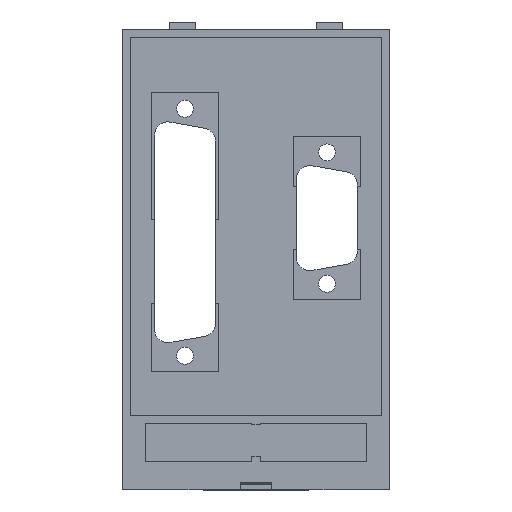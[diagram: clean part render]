
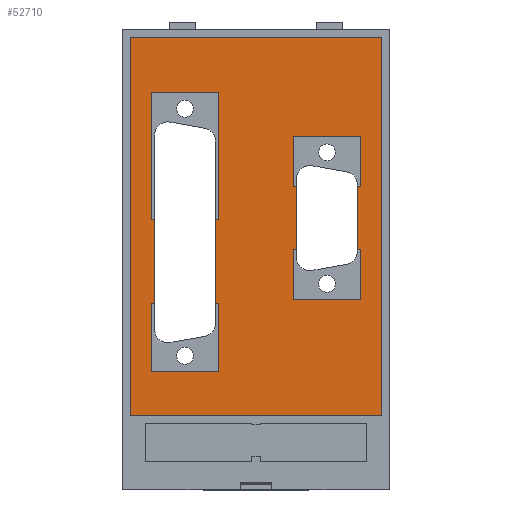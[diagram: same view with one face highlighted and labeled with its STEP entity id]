
A CAD part, top view. The second image highlights one B-rep face of the part: STEP entity #52710.
In plain terms, the highlighted planar face has unit normal (0, 0, 1).
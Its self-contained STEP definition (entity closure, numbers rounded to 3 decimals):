
#39660=CARTESIAN_POINT('',(33.05,45.7,2.8));
#39670=VERTEX_POINT('',#39660);
#39700=CARTESIAN_POINT('',(33.05,0.,2.8));
#39710=DIRECTION('',(0.,-1.,0.));
#39720=VECTOR('',#39710,1.);
#39730=LINE('',#39700,#39720);
#39740=CARTESIAN_POINT('',(33.05,57.7,2.8));
#39750=VERTEX_POINT('',#39740);
#39760=EDGE_CURVE('',#39750,#39670,#39730,.T.);
#40810=CARTESIAN_POINT('',(6.05,35.5,2.8));
#40820=VERTEX_POINT('',#40810);
#40850=CARTESIAN_POINT('',(6.05,0.,2.8));
#40860=DIRECTION('',(0.,-1.,0.));
#40870=VECTOR('',#40860,1.);
#40880=LINE('',#40850,#40870);
#40890=CARTESIAN_POINT('',(6.05,51.5,2.8));
#40900=VERTEX_POINT('',#40890);
#40910=EDGE_CURVE('',#40900,#40820,#40880,.T.);
#44460=CARTESIAN_POINT('',(44.65,57.7,2.8));
#44470=VERTEX_POINT('',#44460);
#44500=CARTESIAN_POINT('',(44.65,0.,2.8));
#44510=DIRECTION('',(0.,1.,0.));
#44520=VECTOR('',#44510,1.);
#44530=LINE('',#44500,#44520);
#44540=CARTESIAN_POINT('',(44.65,45.7,2.8));
#44550=VERTEX_POINT('',#44540);
#44560=EDGE_CURVE('',#44550,#44470,#44530,.T.);
#46030=CARTESIAN_POINT('',(17.65,51.5,2.8));
#46040=VERTEX_POINT('',#46030);
#46070=CARTESIAN_POINT('',(17.65,0.,2.8));
#46080=DIRECTION('',(0.,1.,0.));
#46090=VECTOR('',#46080,1.);
#46100=LINE('',#46070,#46090);
#46110=CARTESIAN_POINT('',(17.65,35.5,2.8));
#46120=VERTEX_POINT('',#46110);
#46130=EDGE_CURVE('',#46120,#46040,#46100,.T.);
#50720=CARTESIAN_POINT('',(14.45,8.95,2.8));
#50730=DIRECTION('',(0.,-0.,1.));
#50740=DIRECTION('',(0.,1.,0.));
#50750=AXIS2_PLACEMENT_3D('',#50720,#50730,#50740);
#50760=PLANE('',#50750);
#50770=CARTESIAN_POINT('',(0.15,14.1,2.8));
#50780=DIRECTION('',(1.,0.,0.));
#50790=VECTOR('',#50780,1.);
#50800=LINE('',#50770,#50790);
#50810=CARTESIAN_POINT('',(1.43,14.1,2.8));
#50820=VERTEX_POINT('',#50810);
#50830=CARTESIAN_POINT('',(49.27,14.1,2.8));
#50840=VERTEX_POINT('',#50830);
#50850=EDGE_CURVE('',#50820,#50840,#50800,.T.);
#50860=ORIENTED_EDGE('',*,*,#50850,.T.);
#50870=CARTESIAN_POINT('',(1.43,-5.2,2.8));
#50880=DIRECTION('',(0.,-1.,0.));
#50890=VECTOR('',#50880,1.);
#50900=LINE('',#50870,#50890);
#50910=CARTESIAN_POINT('',(1.43,86.07,2.8));
#50920=VERTEX_POINT('',#50910);
#50930=EDGE_CURVE('',#50920,#50820,#50900,.T.);
#50940=ORIENTED_EDGE('',*,*,#50930,.T.);
#50950=CARTESIAN_POINT('',(0.15,86.07,2.8));
#50960=DIRECTION('',(-1.,0.,0.));
#50970=VECTOR('',#50960,1.);
#50980=LINE('',#50950,#50970);
#50990=CARTESIAN_POINT('',(49.27,86.07,2.8));
#51000=VERTEX_POINT('',#50990);
#51010=EDGE_CURVE('',#51000,#50920,#50980,.T.);
#51020=ORIENTED_EDGE('',*,*,#51010,.T.);
#51030=CARTESIAN_POINT('',(49.27,-5.2,2.8));
#51040=DIRECTION('',(0.,1.,0.));
#51050=VECTOR('',#51040,1.);
#51060=LINE('',#51030,#51050);
#51070=EDGE_CURVE('',#50840,#51000,#51060,.T.);
#51080=ORIENTED_EDGE('',*,*,#51070,.T.);
#51090=EDGE_LOOP('',(#51080,#51020,#50940,#50860));
#51100=FACE_OUTER_BOUND('',#51090,.T.);
#51110=CARTESIAN_POINT('',(0.,45.7,2.8));
#51120=DIRECTION('',(-1.,0.,0.));
#51130=VECTOR('',#51120,1.);
#51140=LINE('',#51110,#51130);
#51150=CARTESIAN_POINT('',(45.25,45.7,2.8));
#51160=VERTEX_POINT('',#51150);
#51170=EDGE_CURVE('',#51160,#44550,#51140,.T.);
#51180=ORIENTED_EDGE('',*,*,#51170,.F.);
#51190=ORIENTED_EDGE('',*,*,#44560,.F.);
#51200=CARTESIAN_POINT('',(0.,57.7,2.8));
#51210=DIRECTION('',(1.,0.,0.));
#51220=VECTOR('',#51210,1.);
#51230=LINE('',#51200,#51220);
#51240=CARTESIAN_POINT('',(45.25,57.7,2.8));
#51250=VERTEX_POINT('',#51240);
#51260=EDGE_CURVE('',#44470,#51250,#51230,.T.);
#51270=ORIENTED_EDGE('',*,*,#51260,.F.);
#51280=CARTESIAN_POINT('',(45.25,0.,2.8));
#51290=DIRECTION('',(0.,1.,0.));
#51300=VECTOR('',#51290,1.);
#51310=LINE('',#51280,#51300);
#51320=CARTESIAN_POINT('',(45.25,67.2,2.8));
#51330=VERTEX_POINT('',#51320);
#51340=EDGE_CURVE('',#51250,#51330,#51310,.T.);
#51350=ORIENTED_EDGE('',*,*,#51340,.F.);
#51360=CARTESIAN_POINT('',(0.,67.2,2.8));
#51370=DIRECTION('',(-1.,0.,0.));
#51380=VECTOR('',#51370,1.);
#51390=LINE('',#51360,#51380);
#51400=CARTESIAN_POINT('',(32.45,67.2,2.8));
#51410=VERTEX_POINT('',#51400);
#51420=EDGE_CURVE('',#51330,#51410,#51390,.T.);
#51430=ORIENTED_EDGE('',*,*,#51420,.F.);
#51440=CARTESIAN_POINT('',(32.45,0.,2.8));
#51450=DIRECTION('',(0.,-1.,0.));
#51460=VECTOR('',#51450,1.);
#51470=LINE('',#51440,#51460);
#51480=CARTESIAN_POINT('',(32.45,57.7,2.8));
#51490=VERTEX_POINT('',#51480);
#51500=EDGE_CURVE('',#51410,#51490,#51470,.T.);
#51510=ORIENTED_EDGE('',*,*,#51500,.F.);
#51520=CARTESIAN_POINT('',(0.,57.7,2.8));
#51530=DIRECTION('',(1.,0.,0.));
#51540=VECTOR('',#51530,1.);
#51550=LINE('',#51520,#51540);
#51560=EDGE_CURVE('',#51490,#39750,#51550,.T.);
#51570=ORIENTED_EDGE('',*,*,#51560,.F.);
#51580=ORIENTED_EDGE('',*,*,#39760,.F.);
#51590=CARTESIAN_POINT('',(0.,45.7,2.8));
#51600=DIRECTION('',(-1.,0.,0.));
#51610=VECTOR('',#51600,1.);
#51620=LINE('',#51590,#51610);
#51630=CARTESIAN_POINT('',(32.45,45.7,2.8));
#51640=VERTEX_POINT('',#51630);
#51650=EDGE_CURVE('',#39670,#51640,#51620,.T.);
#51660=ORIENTED_EDGE('',*,*,#51650,.F.);
#51670=CARTESIAN_POINT('',(32.45,0.,2.8));
#51680=DIRECTION('',(0.,-1.,0.));
#51690=VECTOR('',#51680,1.);
#51700=LINE('',#51670,#51690);
#51710=CARTESIAN_POINT('',(32.45,36.2,2.8));
#51720=VERTEX_POINT('',#51710);
#51730=EDGE_CURVE('',#51640,#51720,#51700,.T.);
#51740=ORIENTED_EDGE('',*,*,#51730,.F.);
#51750=CARTESIAN_POINT('',(0.,36.2,2.8));
#51760=DIRECTION('',(1.,0.,0.));
#51770=VECTOR('',#51760,1.);
#51780=LINE('',#51750,#51770);
#51790=CARTESIAN_POINT('',(45.25,36.2,2.8));
#51800=VERTEX_POINT('',#51790);
#51810=EDGE_CURVE('',#51720,#51800,#51780,.T.);
#51820=ORIENTED_EDGE('',*,*,#51810,.F.);
#51830=CARTESIAN_POINT('',(45.25,0.,2.8));
#51840=DIRECTION('',(0.,1.,0.));
#51850=VECTOR('',#51840,1.);
#51860=LINE('',#51830,#51850);
#51870=EDGE_CURVE('',#51800,#51160,#51860,.T.);
#51880=ORIENTED_EDGE('',*,*,#51870,.F.);
#51890=EDGE_LOOP('',(#51880,#51820,#51740,#51660,#51580,#51570,#51510,
#51430,#51350,#51270,#51190,#51180));
#51900=FACE_BOUND('',#51890,.T.);
#51910=CARTESIAN_POINT('',(5.45,0.,2.8));
#51920=DIRECTION('',(0.,-1.,0.));
#51930=VECTOR('',#51920,1.);
#51940=LINE('',#51910,#51930);
#51950=CARTESIAN_POINT('',(5.45,35.5,2.8));
#51960=VERTEX_POINT('',#51950);
#51970=CARTESIAN_POINT('',(5.45,22.5,2.8));
#51980=VERTEX_POINT('',#51970);
#51990=EDGE_CURVE('',#51960,#51980,#51940,.T.);
#52000=ORIENTED_EDGE('',*,*,#51990,.F.);
#52010=CARTESIAN_POINT('',(0.,22.5,2.8));
#52020=DIRECTION('',(1.,0.,0.));
#52030=VECTOR('',#52020,1.);
#52040=LINE('',#52010,#52030);
#52050=CARTESIAN_POINT('',(18.25,22.5,2.8));
#52060=VERTEX_POINT('',#52050);
#52070=EDGE_CURVE('',#51980,#52060,#52040,.T.);
#52080=ORIENTED_EDGE('',*,*,#52070,.F.);
#52090=CARTESIAN_POINT('',(18.25,0.,2.8));
#52100=DIRECTION('',(0.,1.,0.));
#52110=VECTOR('',#52100,1.);
#52120=LINE('',#52090,#52110);
#52130=CARTESIAN_POINT('',(18.25,35.5,2.8));
#52140=VERTEX_POINT('',#52130);
#52150=EDGE_CURVE('',#52060,#52140,#52120,.T.);
#52160=ORIENTED_EDGE('',*,*,#52150,.F.);
#52170=CARTESIAN_POINT('',(0.,35.5,2.8));
#52180=DIRECTION('',(-1.,0.,0.));
#52190=VECTOR('',#52180,1.);
#52200=LINE('',#52170,#52190);
#52210=EDGE_CURVE('',#52140,#46120,#52200,.T.);
#52220=ORIENTED_EDGE('',*,*,#52210,.F.);
#52230=ORIENTED_EDGE('',*,*,#46130,.F.);
#52240=CARTESIAN_POINT('',(0.,51.5,2.8));
#52250=DIRECTION('',(1.,0.,0.));
#52260=VECTOR('',#52250,1.);
#52270=LINE('',#52240,#52260);
#52280=CARTESIAN_POINT('',(18.25,51.5,2.8));
#52290=VERTEX_POINT('',#52280);
#52300=EDGE_CURVE('',#46040,#52290,#52270,.T.);
#52310=ORIENTED_EDGE('',*,*,#52300,.F.);
#52320=CARTESIAN_POINT('',(18.25,0.,2.8));
#52330=DIRECTION('',(0.,1.,0.));
#52340=VECTOR('',#52330,1.);
#52350=LINE('',#52320,#52340);
#52360=CARTESIAN_POINT('',(18.25,75.5,2.8));
#52370=VERTEX_POINT('',#52360);
#52380=EDGE_CURVE('',#52290,#52370,#52350,.T.);
#52390=ORIENTED_EDGE('',*,*,#52380,.F.);
#52400=CARTESIAN_POINT('',(0.,75.5,2.8));
#52410=DIRECTION('',(-1.,0.,0.));
#52420=VECTOR('',#52410,1.);
#52430=LINE('',#52400,#52420);
#52440=CARTESIAN_POINT('',(5.45,75.5,2.8));
#52450=VERTEX_POINT('',#52440);
#52460=EDGE_CURVE('',#52370,#52450,#52430,.T.);
#52470=ORIENTED_EDGE('',*,*,#52460,.F.);
#52480=CARTESIAN_POINT('',(5.45,0.,2.8));
#52490=DIRECTION('',(0.,-1.,0.));
#52500=VECTOR('',#52490,1.);
#52510=LINE('',#52480,#52500);
#52520=CARTESIAN_POINT('',(5.45,51.5,2.8));
#52530=VERTEX_POINT('',#52520);
#52540=EDGE_CURVE('',#52450,#52530,#52510,.T.);
#52550=ORIENTED_EDGE('',*,*,#52540,.F.);
#52560=CARTESIAN_POINT('',(0.,51.5,2.8));
#52570=DIRECTION('',(1.,0.,0.));
#52580=VECTOR('',#52570,1.);
#52590=LINE('',#52560,#52580);
#52600=EDGE_CURVE('',#52530,#40900,#52590,.T.);
#52610=ORIENTED_EDGE('',*,*,#52600,.F.);
#52620=ORIENTED_EDGE('',*,*,#40910,.F.);
#52630=CARTESIAN_POINT('',(0.,35.5,2.8));
#52640=DIRECTION('',(-1.,0.,0.));
#52650=VECTOR('',#52640,1.);
#52660=LINE('',#52630,#52650);
#52670=EDGE_CURVE('',#40820,#51960,#52660,.T.);
#52680=ORIENTED_EDGE('',*,*,#52670,.F.);
#52690=EDGE_LOOP('',(#52680,#52620,#52610,#52550,#52470,#52390,#52310,
#52230,#52220,#52160,#52080,#52000));
#52700=FACE_BOUND('',#52690,.T.);
#52710=ADVANCED_FACE('',(#51100,#51900,#52700),#50760,.T.);
